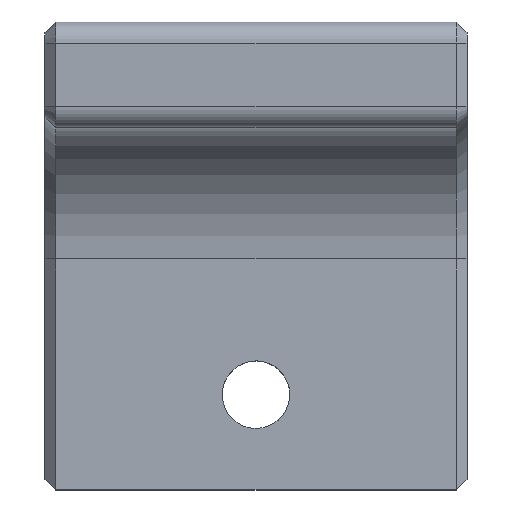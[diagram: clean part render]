
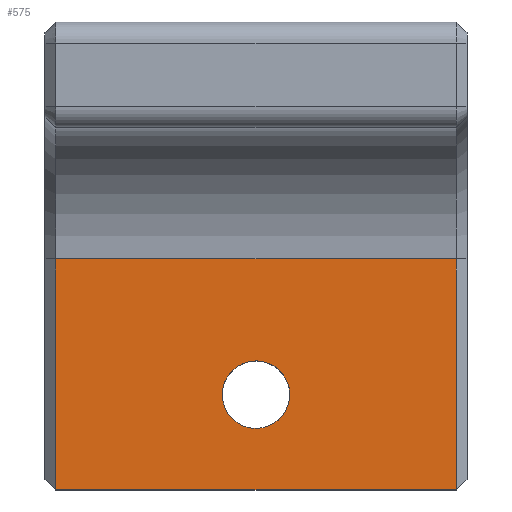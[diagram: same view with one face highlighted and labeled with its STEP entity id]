
A CAD part, top view. The second image highlights one B-rep face of the part: STEP entity #575.
In plain terms, the highlighted planar face has unit normal (0, 0, 1).
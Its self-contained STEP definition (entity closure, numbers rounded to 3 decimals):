
#448=CARTESIAN_POINT('',(8.69,-212.27,461.05));
#449=VERTEX_POINT('',#448);
#450=CARTESIAN_POINT('',(-10.31,-212.27,461.05));
#451=VERTEX_POINT('',#450);
#452=CARTESIAN_POINT('',(8.69,-212.27,461.05));
#453=DIRECTION('',(-1.,0.,0.));
#454=VECTOR('',#453,19.);
#455=LINE('',#452,#454);
#456=EDGE_CURVE('',#449,#451,#455,.T.);
#525=CARTESIAN_POINT('',(-0.81,-199.216,461.05));
#526=DIRECTION('',(0.,0.,1.));
#527=DIRECTION('',(1.,0.,0.));
#528=AXIS2_PLACEMENT_3D('',#525,#526,#527);
#529=PLANE('',#528);
#530=CARTESIAN_POINT('',(-0.727,-206.162,461.05));
#531=VERTEX_POINT('',#530);
#532=CARTESIAN_POINT('',(0.79,-207.76,461.05));
#533=VERTEX_POINT('',#532);
#534=CARTESIAN_POINT('',(-0.81,-207.76,461.05));
#535=DIRECTION('',(0.,0.,-1.));
#536=DIRECTION('',(0.052,0.999,0.));
#537=AXIS2_PLACEMENT_3D('',#534,#535,#536);
#538=CIRCLE('',#537,1.6);
#539=EDGE_CURVE('',#531,#533,#538,.T.);
#540=ORIENTED_EDGE('',*,*,#539,.T.);
#541=CARTESIAN_POINT('',(-0.81,-207.76,461.05));
#542=DIRECTION('',(0.,0.,-1.));
#543=DIRECTION('',(0.052,0.999,0.));
#544=AXIS2_PLACEMENT_3D('',#541,#542,#543);
#545=CIRCLE('',#544,1.6);
#546=EDGE_CURVE('',#533,#531,#545,.T.);
#547=ORIENTED_EDGE('',*,*,#546,.T.);
#548=EDGE_LOOP('',(#540,#547));
#549=FACE_BOUND('',#548,.T.);
#550=ORIENTED_EDGE('',*,*,#456,.F.);
#551=CARTESIAN_POINT('',(8.69,-201.331,461.05));
#552=VERTEX_POINT('',#551);
#553=CARTESIAN_POINT('',(8.69,-212.27,461.05));
#554=DIRECTION('',(0.,1.,0.));
#555=VECTOR('',#554,10.939);
#556=LINE('',#553,#555);
#557=EDGE_CURVE('',#449,#552,#556,.T.);
#558=ORIENTED_EDGE('',*,*,#557,.T.);
#559=CARTESIAN_POINT('',(-10.31,-201.331,461.05));
#560=VERTEX_POINT('',#559);
#561=CARTESIAN_POINT('',(8.69,-201.331,461.05));
#562=DIRECTION('',(-1.,-0.,0.));
#563=VECTOR('',#562,19.);
#564=LINE('',#561,#563);
#565=EDGE_CURVE('',#552,#560,#564,.T.);
#566=ORIENTED_EDGE('',*,*,#565,.T.);
#567=CARTESIAN_POINT('',(-10.31,-201.331,461.05));
#568=DIRECTION('',(0.,-1.,0.));
#569=VECTOR('',#568,10.939);
#570=LINE('',#567,#569);
#571=EDGE_CURVE('',#560,#451,#570,.T.);
#572=ORIENTED_EDGE('',*,*,#571,.T.);
#573=EDGE_LOOP('',(#550,#558,#566,#572));
#574=FACE_BOUND('',#573,.T.);
#575=ADVANCED_FACE('',(#549,#574),#529,.T.);
